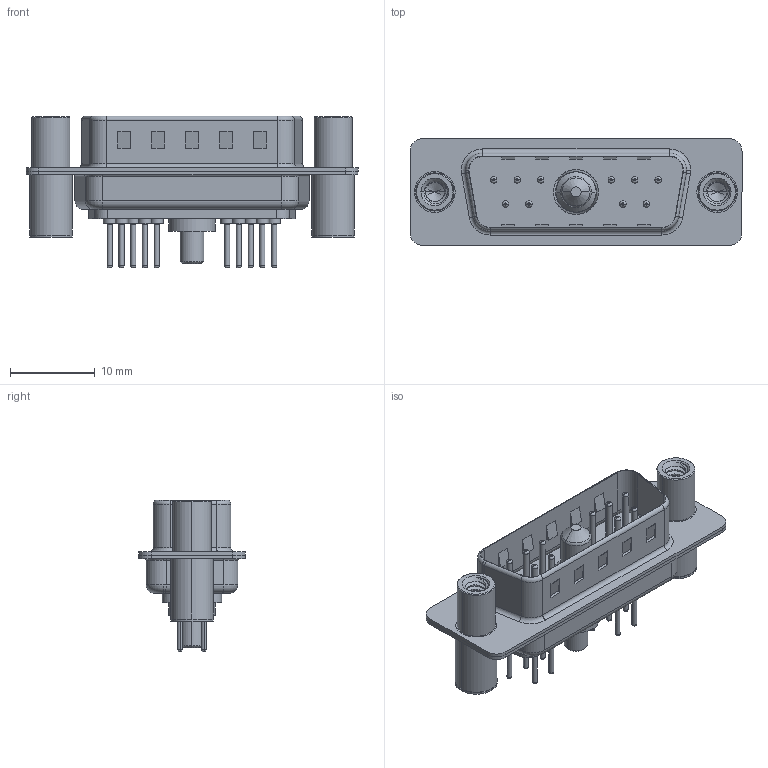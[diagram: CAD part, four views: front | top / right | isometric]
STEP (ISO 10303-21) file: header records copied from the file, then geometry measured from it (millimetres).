
FILE_DESCRIPTION (( 'STEP AP203' ), '1' );
FILE_NAME ('627-11W1624-2N4.STEP', '2019-05-25T15:40:51', ( '' ), ( '' ), 'SwSTEP 2.0', 'SolidWorks 2016', '' );
FILE_SCHEMA (( 'CONFIG_CONTROL_DESIGN' ));
Length unit declared in the file: millimetre
Products named in the file (8): 627Combo Housing_11W1; 627Combo Shell Rear_15 Contacts; 627Combo Shell Front_15 Contacts; 627Combo Threaded Standoff and Board Spacer_4; Power Pin_20A S; 627Combo Contact Row 1_24; 627Combo Contact Row 2_24; 627-11W1624-2N4
Assembly tree (16 placements, depth 2):
  627-11W1624-2N4
    627Combo Housing_11W1
    627Combo Shell Rear_15 Contacts
    627Combo Shell Front_15 Contacts
    627Combo Threaded Standoff and Board Spacer_4  x2
    Power Pin_20A S
    627Combo Contact Row 1_24  x6
    627Combo Contact Row 2_24  x4
Bounding box: 39.15 x 12.6 x 17.9 mm (x, y, z)
Volume: 2198.5 mm3; surface area: 5318.6 mm2
Topology: 17 solids, 20 shells, 849 faces, 1929 edges, 1182 vertices
Faces by surface type: cylinder 348, plane 234, torus 216, cone 37, bspline 14
Entity records: 18902 total; most frequent: CARTESIAN_POINT 5005, DIRECTION 2854, ORIENTED_EDGE 2562, EDGE_CURVE 1281, AXIS2_PLACEMENT_3D 1125, VERTEX_POINT 805, EDGE_LOOP 638, VECTOR 604
